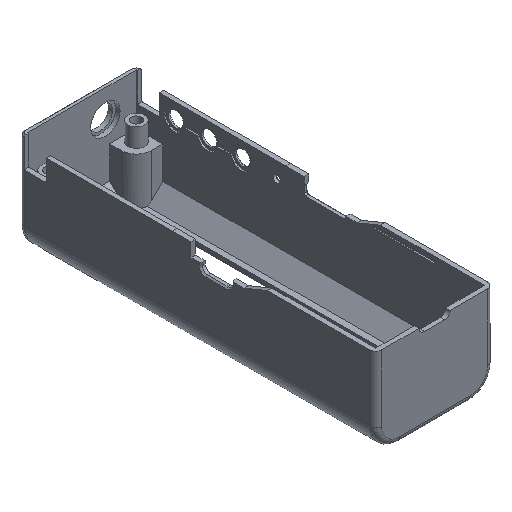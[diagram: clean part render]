
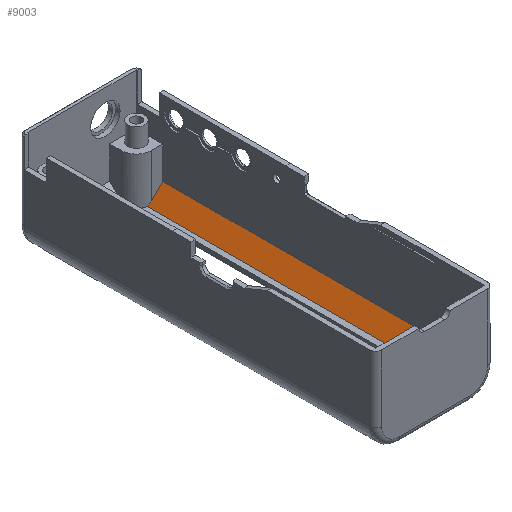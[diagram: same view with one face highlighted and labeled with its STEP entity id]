
A CAD part, isometric view. The second image highlights one B-rep face of the part: STEP entity #9003.
In plain terms, the highlighted planar face has unit normal (-0.707, 0, 0.707).
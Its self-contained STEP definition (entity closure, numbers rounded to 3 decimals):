
#888 = PLANE('',#889);
#889 = AXIS2_PLACEMENT_3D('',#890,#891,#892);
#890 = CARTESIAN_POINT('',(18.5,59.25,-23.5));
#891 = DIRECTION('',(1.,0.,0.));
#892 = DIRECTION('',(0.,-1.,0.));
#4066 = VERTEX_POINT('',#4067);
#4067 = CARTESIAN_POINT('',(18.5,-50.02,-18.5));
#4081 = PLANE('',#4082);
#4082 = AXIS2_PLACEMENT_3D('',#4083,#4084,#4085);
#4083 = CARTESIAN_POINT('',(14.783,-50.02,-23.5));
#4084 = DIRECTION('',(0.,1.,0.));
#4085 = DIRECTION('',(1.,0.,0.));
#4093 = EDGE_CURVE('',#4094,#4066,#4096,.T.);
#4094 = VERTEX_POINT('',#4095);
#4095 = CARTESIAN_POINT('',(18.5,50.183,-18.5));
#4096 = SURFACE_CURVE('',#4097,(#4101,#4108),.PCURVE_S1.);
#4097 = LINE('',#4098,#4099);
#4098 = CARTESIAN_POINT('',(18.5,50.183,-18.5));
#4099 = VECTOR('',#4100,1.);
#4100 = DIRECTION('',(0.,-1.,0.));
#4101 = PCURVE('',#888,#4102);
#4102 = DEFINITIONAL_REPRESENTATION('',(#4103),#4107);
#4103 = LINE('',#4104,#4105);
#4104 = CARTESIAN_POINT('',(9.067,-5.));
#4105 = VECTOR('',#4106,1.);
#4106 = DIRECTION('',(1.,0.));
#4107 = ( GEOMETRIC_REPRESENTATION_CONTEXT(2) 
PARAMETRIC_REPRESENTATION_CONTEXT() REPRESENTATION_CONTEXT('2D SPACE',''
  ) );
#4108 = PCURVE('',#4109,#4114);
#4109 = PLANE('',#4110);
#4110 = AXIS2_PLACEMENT_3D('',#4111,#4112,#4113);
#4111 = CARTESIAN_POINT('',(16.,50.183,-21.));
#4112 = DIRECTION('',(-0.707,0.,0.707));
#4113 = DIRECTION('',(0.,-1.,0.));
#4114 = DEFINITIONAL_REPRESENTATION('',(#4115),#4119);
#4115 = LINE('',#4116,#4117);
#4116 = CARTESIAN_POINT('',(0.,3.536));
#4117 = VECTOR('',#4118,1.);
#4118 = DIRECTION('',(1.,0.));
#4119 = ( GEOMETRIC_REPRESENTATION_CONTEXT(2) 
PARAMETRIC_REPRESENTATION_CONTEXT() REPRESENTATION_CONTEXT('2D SPACE',''
  ) );
#4137 = PLANE('',#4138);
#4138 = AXIS2_PLACEMENT_3D('',#4139,#4140,#4141);
#4139 = CARTESIAN_POINT('',(18.5,50.183,-23.5));
#4140 = DIRECTION('',(0.,-1.,0.));
#4141 = DIRECTION('',(-1.,0.,0.));
#8106 = PLANE('',#8107);
#8107 = AXIS2_PLACEMENT_3D('',#8108,#8109,#8110);
#8108 = CARTESIAN_POINT('',(0.,0.,-23.5));
#8109 = DIRECTION('',(0.,0.,1.));
#8110 = DIRECTION('',(1.,0.,0.));
#8856 = CYLINDRICAL_SURFACE('',#8857,5.182);
#8857 = AXIS2_PLACEMENT_3D('',#8858,#8859,#8860);
#8858 = CARTESIAN_POINT('',(14.682,55.365,-23.5));
#8859 = DIRECTION('',(-0.,-0.,-1.));
#8860 = DIRECTION('',(1.,0.,0.));
#8954 = VERTEX_POINT('',#8955);
#8955 = CARTESIAN_POINT('',(14.682,50.183,-22.318));
#8976 = EDGE_CURVE('',#8954,#4094,#8977,.T.);
#8977 = SURFACE_CURVE('',#8978,(#8982,#8989),.PCURVE_S1.);
#8978 = LINE('',#8979,#8980);
#8979 = CARTESIAN_POINT('',(16.,50.183,-21.));
#8980 = VECTOR('',#8981,1.);
#8981 = DIRECTION('',(0.707,0.,0.707));
#8982 = PCURVE('',#4137,#8983);
#8983 = DEFINITIONAL_REPRESENTATION('',(#8984),#8988);
#8984 = LINE('',#8985,#8986);
#8985 = CARTESIAN_POINT('',(2.5,-2.5));
#8986 = VECTOR('',#8987,1.);
#8987 = DIRECTION('',(-0.707,-0.707));
#8988 = ( GEOMETRIC_REPRESENTATION_CONTEXT(2) 
PARAMETRIC_REPRESENTATION_CONTEXT() REPRESENTATION_CONTEXT('2D SPACE',''
  ) );
#8989 = PCURVE('',#4109,#8990);
#8990 = DEFINITIONAL_REPRESENTATION('',(#8991),#8995);
#8991 = LINE('',#8992,#8993);
#8992 = CARTESIAN_POINT('',(0.,0.));
#8993 = VECTOR('',#8994,1.);
#8994 = DIRECTION('',(0.,1.));
#8995 = ( GEOMETRIC_REPRESENTATION_CONTEXT(2) 
PARAMETRIC_REPRESENTATION_CONTEXT() REPRESENTATION_CONTEXT('2D SPACE',''
  ) );
#9003 = ADVANCED_FACE('',(#9004),#4109,.T.);
#9004 = FACE_BOUND('',#9005,.T.);
#9005 = EDGE_LOOP('',(#9006,#9033,#9056,#9092,#9113,#9114));
#9006 = ORIENTED_EDGE('',*,*,#9007,.F.);
#9007 = EDGE_CURVE('',#9008,#8954,#9010,.T.);
#9008 = VERTEX_POINT('',#9009);
#9009 = CARTESIAN_POINT('',(13.5,50.32,-23.5));
#9010 = SURFACE_CURVE('',#9011,(#9016,#9023),.PCURVE_S1.);
#9011 = ELLIPSE('',#9012,7.328,5.182);
#9012 = AXIS2_PLACEMENT_3D('',#9013,#9014,#9015);
#9013 = CARTESIAN_POINT('',(14.682,55.365,-22.318));
#9014 = DIRECTION('',(-0.707,0.,0.707));
#9015 = DIRECTION('',(-0.707,0.,-0.707));
#9016 = PCURVE('',#4109,#9017);
#9017 = DEFINITIONAL_REPRESENTATION('',(#9018),#9022);
#9018 = ELLIPSE('',#9019,7.328,5.182);
#9019 = AXIS2_PLACEMENT_2D('',#9020,#9021);
#9020 = CARTESIAN_POINT('',(-5.182,-1.864));
#9021 = DIRECTION('',(-0.,-1.));
#9022 = ( GEOMETRIC_REPRESENTATION_CONTEXT(2) 
PARAMETRIC_REPRESENTATION_CONTEXT() REPRESENTATION_CONTEXT('2D SPACE',''
  ) );
#9023 = PCURVE('',#8856,#9024);
#9024 = DEFINITIONAL_REPRESENTATION('',(#9025),#9032);
#9025 = B_SPLINE_CURVE_WITH_KNOTS('',5,(#9026,#9027,#9028,#9029,#9030,
    #9031),.UNSPECIFIED.,.F.,.F.,(6,6),(1.341,1.571),
  .PIECEWISE_BEZIER_KNOTS.);
#9026 = CARTESIAN_POINT('',(-4.482,0.));
#9027 = CARTESIAN_POINT('',(-4.528,-0.232));
#9028 = CARTESIAN_POINT('',(-4.574,-0.468));
#9029 = CARTESIAN_POINT('',(-4.62,-0.705));
#9030 = CARTESIAN_POINT('',(-4.666,-0.944));
#9031 = CARTESIAN_POINT('',(-4.712,-1.182));
#9032 = ( GEOMETRIC_REPRESENTATION_CONTEXT(2) 
PARAMETRIC_REPRESENTATION_CONTEXT() REPRESENTATION_CONTEXT('2D SPACE',''
  ) );
#9033 = ORIENTED_EDGE('',*,*,#9034,.T.);
#9034 = EDGE_CURVE('',#9008,#9035,#9037,.T.);
#9035 = VERTEX_POINT('',#9036);
#9036 = CARTESIAN_POINT('',(13.5,-50.178,-23.5));
#9037 = SURFACE_CURVE('',#9038,(#9042,#9049),.PCURVE_S1.);
#9038 = LINE('',#9039,#9040);
#9039 = CARTESIAN_POINT('',(13.5,50.183,-23.5));
#9040 = VECTOR('',#9041,1.);
#9041 = DIRECTION('',(0.,-1.,0.));
#9042 = PCURVE('',#4109,#9043);
#9043 = DEFINITIONAL_REPRESENTATION('',(#9044),#9048);
#9044 = LINE('',#9045,#9046);
#9045 = CARTESIAN_POINT('',(-0.,-3.536));
#9046 = VECTOR('',#9047,1.);
#9047 = DIRECTION('',(1.,0.));
#9048 = ( GEOMETRIC_REPRESENTATION_CONTEXT(2) 
PARAMETRIC_REPRESENTATION_CONTEXT() REPRESENTATION_CONTEXT('2D SPACE',''
  ) );
#9049 = PCURVE('',#8106,#9050);
#9050 = DEFINITIONAL_REPRESENTATION('',(#9051),#9055);
#9051 = LINE('',#9052,#9053);
#9052 = CARTESIAN_POINT('',(13.5,50.183));
#9053 = VECTOR('',#9054,1.);
#9054 = DIRECTION('',(0.,-1.));
#9055 = ( GEOMETRIC_REPRESENTATION_CONTEXT(2) 
PARAMETRIC_REPRESENTATION_CONTEXT() REPRESENTATION_CONTEXT('2D SPACE',''
  ) );
#9056 = ORIENTED_EDGE('',*,*,#9057,.T.);
#9057 = EDGE_CURVE('',#9035,#9058,#9060,.T.);
#9058 = VERTEX_POINT('',#9059);
#9059 = CARTESIAN_POINT('',(14.783,-50.02,-22.217));
#9060 = SURFACE_CURVE('',#9061,(#9066,#9077),.PCURVE_S1.);
#9061 = ELLIPSE('',#9062,7.471,5.283);
#9062 = AXIS2_PLACEMENT_3D('',#9063,#9064,#9065);
#9063 = CARTESIAN_POINT('',(14.783,-55.303,-22.217));
#9064 = DIRECTION('',(0.707,0.,-0.707));
#9065 = DIRECTION('',(-0.707,0.,-0.707));
#9066 = PCURVE('',#4109,#9067);
#9067 = DEFINITIONAL_REPRESENTATION('',(#9068),#9076);
#9068 = ( BOUNDED_CURVE() B_SPLINE_CURVE(2,(#9069,#9070,#9071,#9072,
#9073,#9074,#9075),.UNSPECIFIED.,.T.,.F.) B_SPLINE_CURVE_WITH_KNOTS((1,2
    ,2,2,2,1),(-2.094,0.,2.094,4.189,
6.283,8.378),.UNSPECIFIED.) CURVE() 
GEOMETRIC_REPRESENTATION_ITEM() RATIONAL_B_SPLINE_CURVE((1.,0.5,1.,0.5,
1.,0.5,1.)) REPRESENTATION_ITEM('') );
#9069 = CARTESIAN_POINT('',(105.486,-9.192));
#9070 = CARTESIAN_POINT('',(96.336,-9.192));
#9071 = CARTESIAN_POINT('',(100.911,2.015));
#9072 = CARTESIAN_POINT('',(105.486,13.221));
#9073 = CARTESIAN_POINT('',(110.061,2.015));
#9074 = CARTESIAN_POINT('',(114.636,-9.192));
#9075 = CARTESIAN_POINT('',(105.486,-9.192));
#9076 = ( GEOMETRIC_REPRESENTATION_CONTEXT(2) 
PARAMETRIC_REPRESENTATION_CONTEXT() REPRESENTATION_CONTEXT('2D SPACE',''
  ) );
#9077 = PCURVE('',#9078,#9083);
#9078 = CYLINDRICAL_SURFACE('',#9079,5.283);
#9079 = AXIS2_PLACEMENT_3D('',#9080,#9081,#9082);
#9080 = CARTESIAN_POINT('',(14.783,-55.303,-23.5));
#9081 = DIRECTION('',(-0.,-0.,-1.));
#9082 = DIRECTION('',(1.,0.,0.));
#9083 = DEFINITIONAL_REPRESENTATION('',(#9084),#9091);
#9084 = B_SPLINE_CURVE_WITH_KNOTS('',5,(#9085,#9086,#9087,#9088,#9089,
    #9090),.UNSPECIFIED.,.F.,.F.,(6,6),(1.325,1.571),
  .PIECEWISE_BEZIER_KNOTS.);
#9085 = CARTESIAN_POINT('',(-1.816,0.));
#9086 = CARTESIAN_POINT('',(-1.767,-0.251));
#9087 = CARTESIAN_POINT('',(-1.718,-0.507));
#9088 = CARTESIAN_POINT('',(-1.669,-0.765));
#9089 = CARTESIAN_POINT('',(-1.62,-1.024));
#9090 = CARTESIAN_POINT('',(-1.571,-1.283));
#9091 = ( GEOMETRIC_REPRESENTATION_CONTEXT(2) 
PARAMETRIC_REPRESENTATION_CONTEXT() REPRESENTATION_CONTEXT('2D SPACE',''
  ) );
#9092 = ORIENTED_EDGE('',*,*,#9093,.T.);
#9093 = EDGE_CURVE('',#9058,#4066,#9094,.T.);
#9094 = SURFACE_CURVE('',#9095,(#9099,#9106),.PCURVE_S1.);
#9095 = LINE('',#9096,#9097);
#9096 = CARTESIAN_POINT('',(15.071,-50.02,-21.929));
#9097 = VECTOR('',#9098,1.);
#9098 = DIRECTION('',(0.707,0.,0.707));
#9099 = PCURVE('',#4109,#9100);
#9100 = DEFINITIONAL_REPRESENTATION('',(#9101),#9105);
#9101 = LINE('',#9102,#9103);
#9102 = CARTESIAN_POINT('',(100.203,-1.314));
#9103 = VECTOR('',#9104,1.);
#9104 = DIRECTION('',(0.,1.));
#9105 = ( GEOMETRIC_REPRESENTATION_CONTEXT(2) 
PARAMETRIC_REPRESENTATION_CONTEXT() REPRESENTATION_CONTEXT('2D SPACE',''
  ) );
#9106 = PCURVE('',#4081,#9107);
#9107 = DEFINITIONAL_REPRESENTATION('',(#9108),#9112);
#9108 = LINE('',#9109,#9110);
#9109 = CARTESIAN_POINT('',(0.288,-1.571));
#9110 = VECTOR('',#9111,1.);
#9111 = DIRECTION('',(0.707,-0.707));
#9112 = ( GEOMETRIC_REPRESENTATION_CONTEXT(2) 
PARAMETRIC_REPRESENTATION_CONTEXT() REPRESENTATION_CONTEXT('2D SPACE',''
  ) );
#9113 = ORIENTED_EDGE('',*,*,#4093,.F.);
#9114 = ORIENTED_EDGE('',*,*,#8976,.F.);
